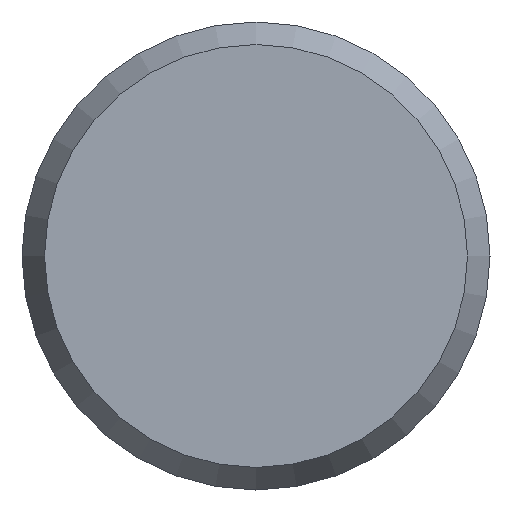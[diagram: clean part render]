
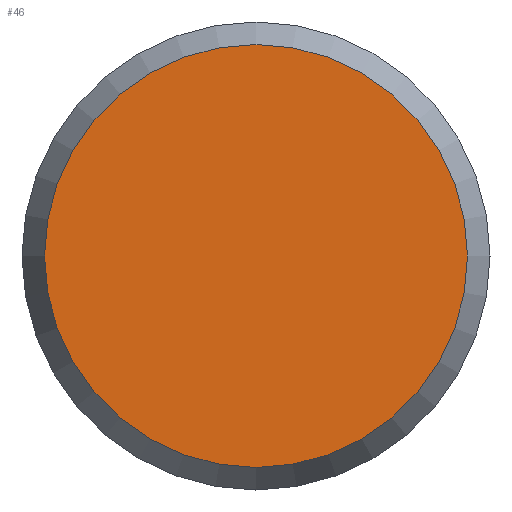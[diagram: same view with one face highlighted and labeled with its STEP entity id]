
A CAD part, left-side view. The second image highlights one B-rep face of the part: STEP entity #46.
In plain terms, the highlighted planar face has unit normal (-1, 0, 0).
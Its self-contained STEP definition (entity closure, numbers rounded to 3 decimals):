
#14 = DIRECTION ( 'NONE',  ( -1., 0., 0. ) ) ;
#32 = PLANE ( 'NONE',  #253 ) ;
#40 = ORIENTED_EDGE ( 'NONE', *, *, #161, .T. ) ;
#46 = ADVANCED_FACE ( 'NONE', ( #210 ), #32, .F. ) ;
#73 = VERTEX_POINT ( 'NONE', #158 ) ;
#124 = DIRECTION ( 'NONE',  ( 0., 0., 1. ) ) ;
#125 = DIRECTION ( 'NONE',  ( 1., 0., 0. ) ) ;
#136 = CIRCLE ( 'NONE', #235, 2.711 ) ;
#158 = CARTESIAN_POINT ( 'NONE',  ( -8.5, 0., 2.711 ) ) ;
#161 = EDGE_CURVE ( 'NONE', #73, #73, #136, .T. ) ;
#210 = FACE_OUTER_BOUND ( 'NONE', #251, .T. ) ;
#235 = AXIS2_PLACEMENT_3D ( 'NONE', #262, #14, #124 ) ;
#244 = CARTESIAN_POINT ( 'NONE',  ( -8.5, 2.711, 0. ) ) ;
#251 = EDGE_LOOP ( 'NONE', ( #40 ) ) ;
#253 = AXIS2_PLACEMENT_3D ( 'NONE', #244, #125, #259 ) ;
#259 = DIRECTION ( 'NONE',  ( 0., 0., -1. ) ) ;
#262 = CARTESIAN_POINT ( 'NONE',  ( -8.5, 0., 0. ) ) ;
